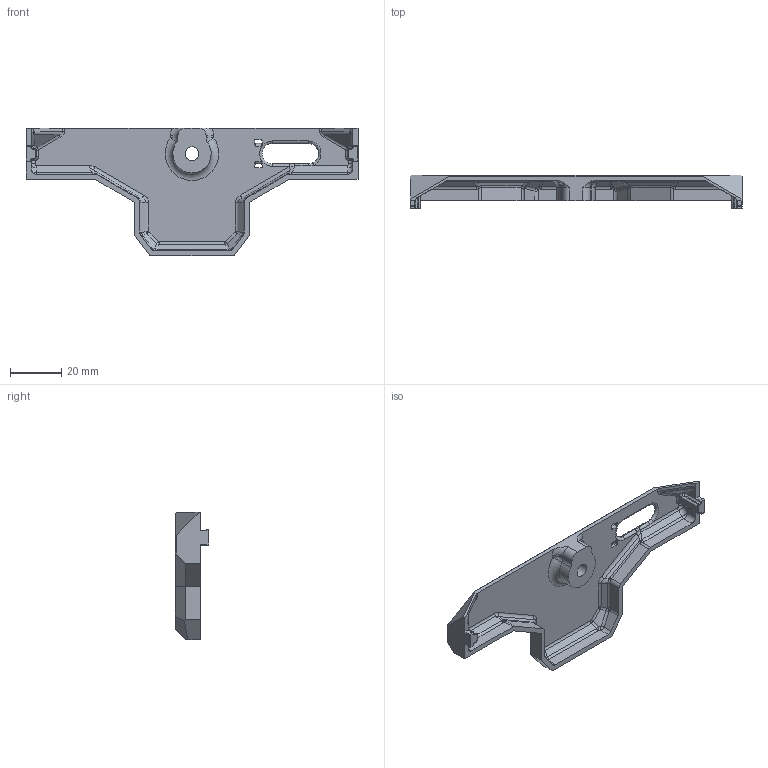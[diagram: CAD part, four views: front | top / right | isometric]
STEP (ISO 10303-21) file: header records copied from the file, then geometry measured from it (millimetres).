
FILE_DESCRIPTION(/* description */ (''),/* implementation_level */ '2;1');
FILE_NAME(/* name */ 'Rear_Deck_Z_Umb_Cover.step',/* time_stamp */ '2026-01-12T19:26:57-08:00',/* author */ (''),/* organization */ (''),/* preprocessor_version */ 'ST-DEVELOPER v20.1',/* originating_system */ 'Autodesk Translation Framework v14.21.0.0',/* authorisation */ '');
FILE_SCHEMA (('AUTOMOTIVE_DESIGN { 1 0 10303 214 3 1 1 }'));
Length unit declared in the file: millimetre
Products named in the file (1): Rear_Deck_Z_Umb_Cover
Bounding box: 130 x 13.2 x 50 mm (x, y, z)
Volume: 11739.4 mm3; surface area: 11725.8 mm2
Topology: 1 solids, 1 shells, 336 faces, 813 edges, 476 vertices
Faces by surface type: cylinder 128, plane 116, bspline 50, torus 21, cone 11, sphere 10
Full cylindrical faces by diameter (mm): 5.4 x1, 11 x1
Entity records: 10681 total; most frequent: CARTESIAN_POINT 2825, DIRECTION 1687, ORIENTED_EDGE 1622, EDGE_CURVE 811, AXIS2_PLACEMENT_3D 627, VERTEX_POINT 476, LINE 433, VECTOR 433
